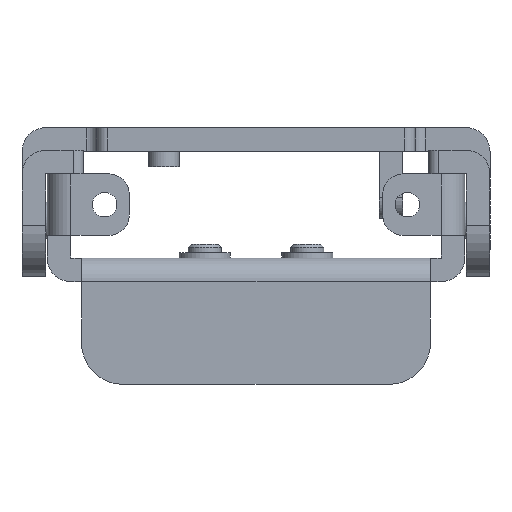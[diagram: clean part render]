
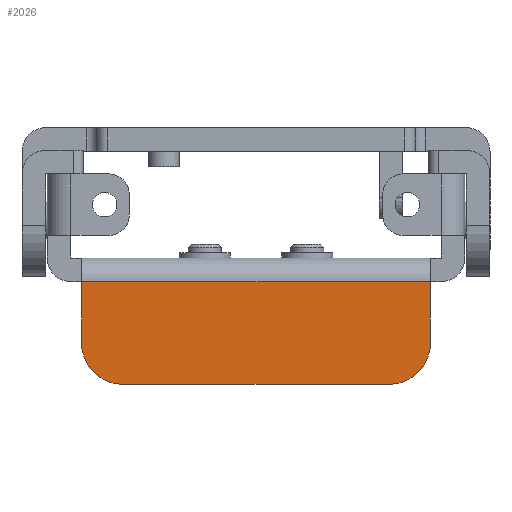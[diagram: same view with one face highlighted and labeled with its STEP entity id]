
A CAD part, left-side view. The second image highlights one B-rep face of the part: STEP entity #2026.
In plain terms, the highlighted planar face has unit normal (-1, 0, 0).
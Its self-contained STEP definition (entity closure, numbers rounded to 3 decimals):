
#33 = VECTOR ( 'NONE', #5838, 1000. ) ;
#348 = VERTEX_POINT ( 'NONE', #8013 ) ;
#721 = VERTEX_POINT ( 'NONE', #6936 ) ;
#951 = DIRECTION ( 'NONE',  ( -1., 0., 0. ) ) ;
#1009 = VECTOR ( 'NONE', #8462, 1000. ) ;
#1332 = CARTESIAN_POINT ( 'NONE',  ( -23.3, 0., 0. ) ) ;
#1410 = CARTESIAN_POINT ( 'NONE',  ( -23.3, 17., 6. ) ) ;
#1437 = ORIENTED_EDGE ( 'NONE', *, *, #8676, .T. ) ;
#1440 = ORIENTED_EDGE ( 'NONE', *, *, #2120, .T. ) ;
#1510 = EDGE_CURVE ( 'NONE', #348, #721, #7884, .T. ) ;
#1728 = LINE ( 'NONE', #5615, #2809 ) ;
#1797 = AXIS2_PLACEMENT_3D ( 'NONE', #2494, #3135, #5934 ) ;
#2026 = ADVANCED_FACE ( 'NONE', ( #7353 ), #2642, .T. ) ;
#2120 = EDGE_CURVE ( 'NONE', #3250, #8325, #6599, .T. ) ;
#2494 = CARTESIAN_POINT ( 'NONE',  ( -23.3, -13., 6. ) ) ;
#2642 = PLANE ( 'NONE',  #7896 ) ;
#2809 = VECTOR ( 'NONE', #4208, 1000. ) ;
#3129 = LINE ( 'NONE', #7162, #1009 ) ;
#3135 = DIRECTION ( 'NONE',  ( -1., 0., 0. ) ) ;
#3250 = VERTEX_POINT ( 'NONE', #3838 ) ;
#3323 = ORIENTED_EDGE ( 'NONE', *, *, #7283, .T. ) ;
#3751 = CARTESIAN_POINT ( 'NONE',  ( -23.3, 17., 10. ) ) ;
#3838 = CARTESIAN_POINT ( 'NONE',  ( -23.3, -17., 0. ) ) ;
#3895 = AXIS2_PLACEMENT_3D ( 'NONE', #4901, #951, #5674 ) ;
#4116 = ORIENTED_EDGE ( 'NONE', *, *, #7145, .T. ) ;
#4208 = DIRECTION ( 'NONE',  ( 0., -1., 0. ) ) ;
#4703 = CARTESIAN_POINT ( 'NONE',  ( -23.3, -17., 6. ) ) ;
#4874 = CARTESIAN_POINT ( 'NONE',  ( -23.3, -17., -2.3 ) ) ;
#4901 = CARTESIAN_POINT ( 'NONE',  ( -23.3, 13., 6. ) ) ;
#5424 = CIRCLE ( 'NONE', #3895, 4. ) ;
#5444 = ORIENTED_EDGE ( 'NONE', *, *, #1510, .T. ) ;
#5471 = DIRECTION ( 'NONE',  ( 0., 0., 1. ) ) ;
#5615 = CARTESIAN_POINT ( 'NONE',  ( -23.3, -17., 0. ) ) ;
#5674 = DIRECTION ( 'NONE',  ( 0., 0., 1. ) ) ;
#5743 = VERTEX_POINT ( 'NONE', #1410 ) ;
#5838 = DIRECTION ( 'NONE',  ( 0., 1., 0. ) ) ;
#5934 = DIRECTION ( 'NONE',  ( 0., 0., 1. ) ) ;
#6063 = EDGE_LOOP ( 'NONE', ( #4116, #8102, #1440, #3323, #5444, #1437 ) ) ;
#6599 = LINE ( 'NONE', #4874, #6911 ) ;
#6626 = CIRCLE ( 'NONE', #1797, 4. ) ;
#6686 = DIRECTION ( 'NONE',  ( -1., 0., 0. ) ) ;
#6911 = VECTOR ( 'NONE', #5471, 1000. ) ;
#6936 = CARTESIAN_POINT ( 'NONE',  ( -23.3, 13., 10. ) ) ;
#7002 = CARTESIAN_POINT ( 'NONE',  ( -23.3, 17., 0. ) ) ;
#7063 = VERTEX_POINT ( 'NONE', #7002 ) ;
#7145 = EDGE_CURVE ( 'NONE', #5743, #7063, #3129, .T. ) ;
#7162 = CARTESIAN_POINT ( 'NONE',  ( -23.3, 17., -2.3 ) ) ;
#7283 = EDGE_CURVE ( 'NONE', #8325, #348, #6626, .T. ) ;
#7353 = FACE_OUTER_BOUND ( 'NONE', #6063, .T. ) ;
#7498 = DIRECTION ( 'NONE',  ( 0., 0., 1. ) ) ;
#7884 = LINE ( 'NONE', #3751, #33 ) ;
#7896 = AXIS2_PLACEMENT_3D ( 'NONE', #1332, #6686, #7498 ) ;
#7951 = EDGE_CURVE ( 'NONE', #7063, #3250, #1728, .T. ) ;
#8013 = CARTESIAN_POINT ( 'NONE',  ( -23.3, -13., 10. ) ) ;
#8102 = ORIENTED_EDGE ( 'NONE', *, *, #7951, .T. ) ;
#8325 = VERTEX_POINT ( 'NONE', #4703 ) ;
#8462 = DIRECTION ( 'NONE',  ( 0., 0., -1. ) ) ;
#8676 = EDGE_CURVE ( 'NONE', #721, #5743, #5424, .T. ) ;
